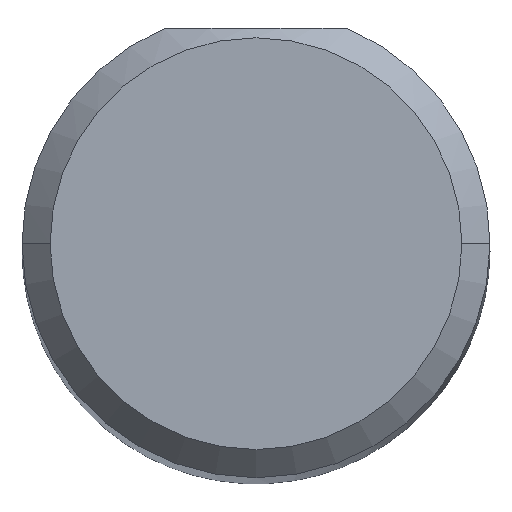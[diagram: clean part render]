
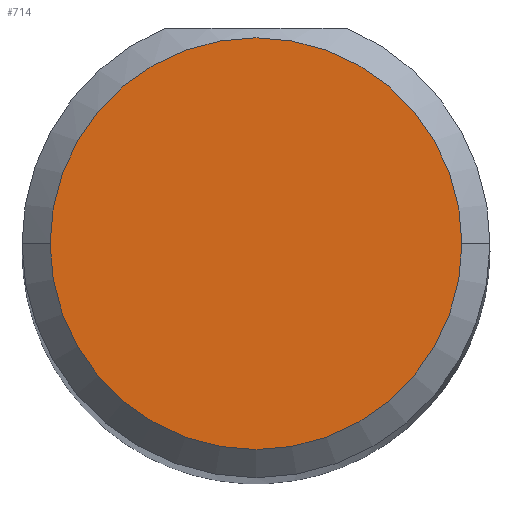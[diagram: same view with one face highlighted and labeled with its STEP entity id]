
A CAD part, top view. The second image highlights one B-rep face of the part: STEP entity #714.
In plain terms, the highlighted planar face has unit normal (0, 0, 1).
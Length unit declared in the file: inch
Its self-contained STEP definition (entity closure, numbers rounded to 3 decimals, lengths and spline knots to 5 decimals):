
#75 = FACE_OUTER_BOUND ( 'NONE', #721, .T. ) ;
#121 = EDGE_CURVE ( 'NONE', #374, #651, #257, .T. ) ;
#165 = CARTESIAN_POINT ( 'NONE',  ( 0., 0., 2.5 ) ) ;
#192 = CIRCLE ( 'NONE', #409, 0.11 ) ;
#201 = ORIENTED_EDGE ( 'NONE', *, *, #121, .T. ) ;
#215 = CARTESIAN_POINT ( 'NONE',  ( 0.11, 0., 2.5 ) ) ;
#226 = AXIS2_PLACEMENT_3D ( 'NONE', #661, #363, #415 ) ;
#237 = PLANE ( 'NONE',  #226 ) ;
#239 = CARTESIAN_POINT ( 'NONE',  ( 0., 0., 2.5 ) ) ;
#257 = CIRCLE ( 'NONE', #293, 0.11 ) ;
#293 = AXIS2_PLACEMENT_3D ( 'NONE', #239, #474, #707 ) ;
#320 = ORIENTED_EDGE ( 'NONE', *, *, #400, .T. ) ;
#363 = DIRECTION ( 'NONE',  ( 0., 0., 1. ) ) ;
#374 = VERTEX_POINT ( 'NONE', #526 ) ;
#400 = EDGE_CURVE ( 'NONE', #651, #374, #192, .T. ) ;
#409 = AXIS2_PLACEMENT_3D ( 'NONE', #165, #518, #538 ) ;
#415 = DIRECTION ( 'NONE',  ( 1., 0., 0. ) ) ;
#474 = DIRECTION ( 'NONE',  ( 0., 0., 1. ) ) ;
#518 = DIRECTION ( 'NONE',  ( 0., 0., 1. ) ) ;
#526 = CARTESIAN_POINT ( 'NONE',  ( -0.11, 0., 2.5 ) ) ;
#538 = DIRECTION ( 'NONE',  ( 1., 0., 0. ) ) ;
#651 = VERTEX_POINT ( 'NONE', #215 ) ;
#661 = CARTESIAN_POINT ( 'NONE',  ( 0., 0., 2.5 ) ) ;
#707 = DIRECTION ( 'NONE',  ( 1., 0., 0. ) ) ;
#714 = ADVANCED_FACE ( 'NONE', ( #75 ), #237, .T. ) ;
#721 = EDGE_LOOP ( 'NONE', ( #201, #320 ) ) ;
